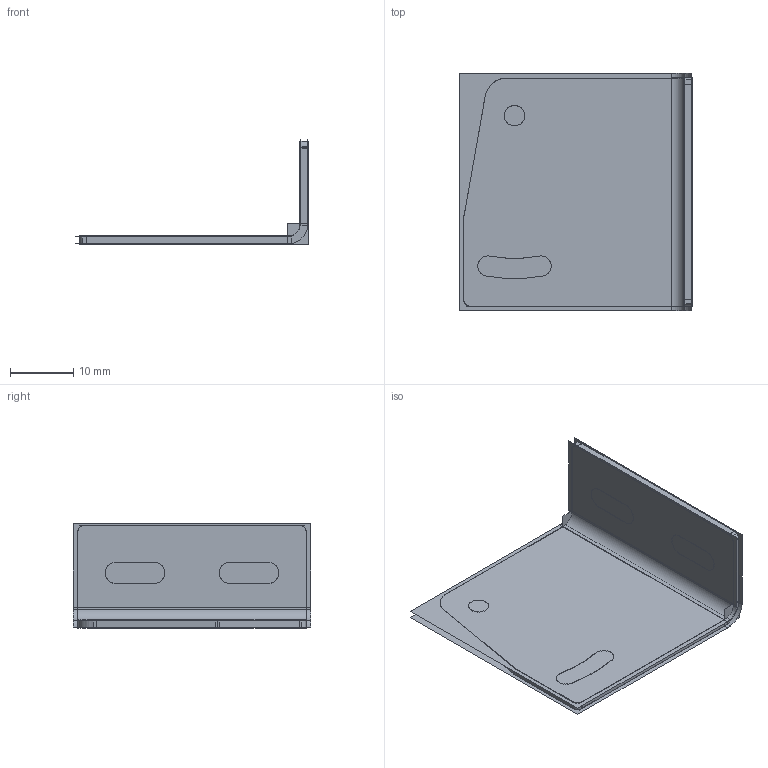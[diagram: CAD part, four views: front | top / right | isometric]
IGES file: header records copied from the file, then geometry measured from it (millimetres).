
Start section:  PTC IGES file: 195108.igs
Global section: file name: 195108.igs; native system: Creo Parametric by Parametric Technology Corporation; preprocessor: 2016010; author: PDMAdmin; organization: Unknown; date: 20160517.141318; units: millimetre
Bounding box: 36.72 x 37.44 x 16.53 mm (x, y, z)
Volume: 1978.6 mm3; surface area: 15027.4 mm2
Topology: 1 solids, 1 shells, 66 faces, 334 edges, 420 vertices
Faces by surface type: bspline 34, revolution 32
